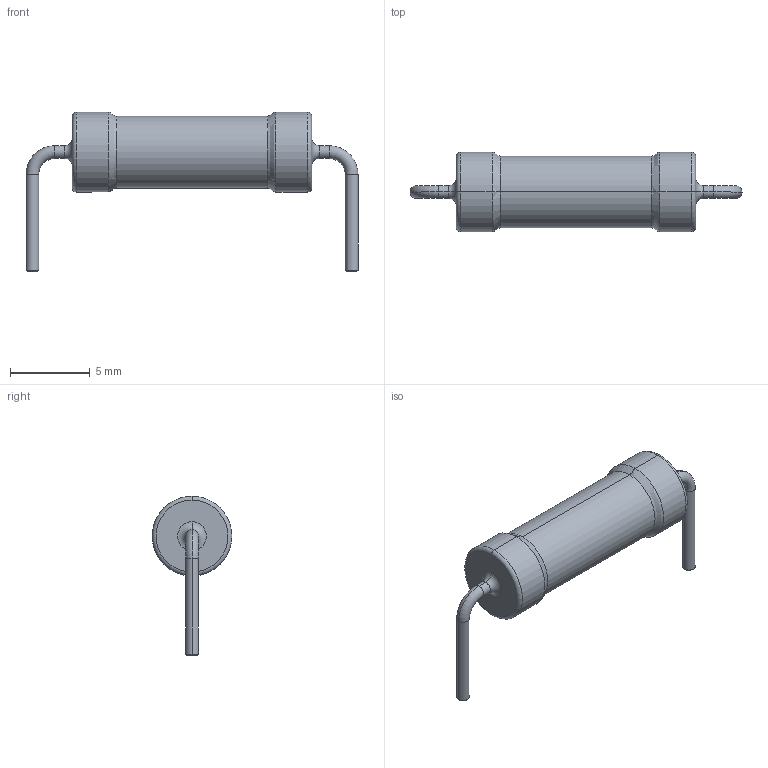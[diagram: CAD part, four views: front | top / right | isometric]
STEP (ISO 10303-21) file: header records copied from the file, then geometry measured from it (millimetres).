
FILE_DESCRIPTION (( 'STEP AP214' ), '1' );
FILE_NAME ('RES DIP 2W MF-200 - 20mm_h2mm.STEP', '2020-03-07T08:07:00', ( 'Bee-bee-mama' ), ( '' ), 'SwSTEP 2.0', 'SolidWorks 2018', '' );
FILE_SCHEMA (( 'AUTOMOTIVE_DESIGN' ));
Length unit declared in the file: millimetre
Products named in the file (1): RES DIP 2W MF-200 - 20mm_h2mm
Bounding box: 20.8 x 5 x 10 mm (x, y, z)
Volume: 266.6 mm3; surface area: 304 mm2
Topology: 1 solids, 1 shells, 38 faces, 74 edges, 40 vertices
Faces by surface type: cylinder 14, torus 12, bspline 4, cone 4, plane 4
Entity records: 1222 total; most frequent: CARTESIAN_POINT 245, DIRECTION 192, ORIENTED_EDGE 148, AXIS2_PLACEMENT_3D 87, EDGE_CURVE 74, CIRCLE 52, EDGE_LOOP 40, VERTEX_POINT 40
